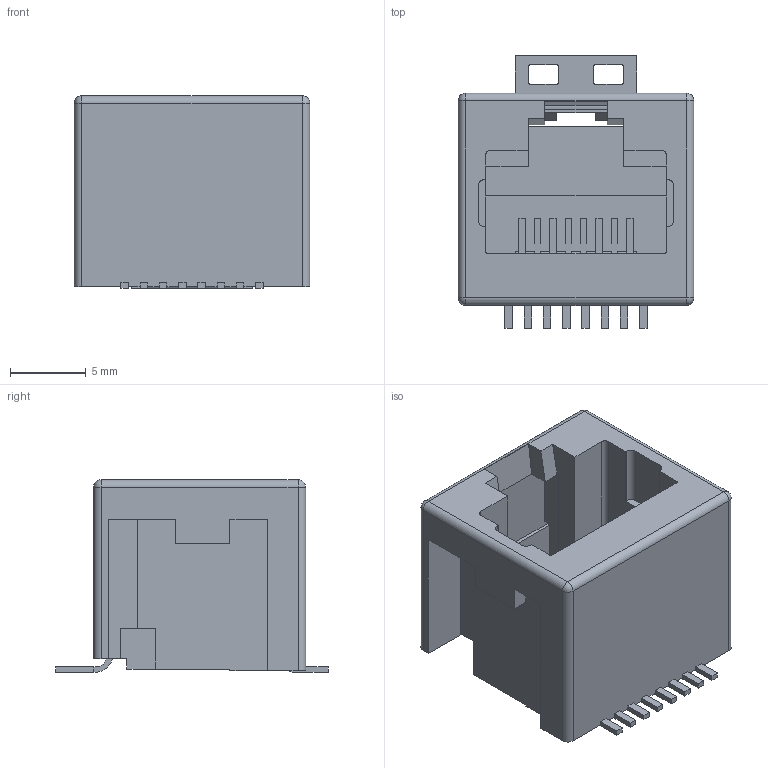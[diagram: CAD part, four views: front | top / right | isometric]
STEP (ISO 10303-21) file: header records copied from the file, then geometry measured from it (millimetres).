
FILE_DESCRIPTION (( 'STEP AP214' ), '1' );
FILE_NAME ('TJ-8P8C_SMD_vret-1-338088-x.STEP', '2020-07-28T11:04:39', ( 'Elessar' ), ( '' ), 'SwSTEP 2.0', 'SolidWorks 2018', '' );
FILE_SCHEMA (( 'AUTOMOTIVE_DESIGN' ));
Length unit declared in the file: millimetre
Products named in the file (1): TJ-8P8C_SMD_vret-1-338088-x
Bounding box: 15.55 x 18 x 12.7 mm (x, y, z)
Volume: 1328 mm3; surface area: 2019.9 mm2
Topology: 1 solids, 1 shells, 246 faces, 721 edges, 472 vertices
Faces by surface type: plane 200, cylinder 42, sphere 4
Entity records: 10809 total; most frequent: CARTESIAN_POINT 1436, ORIENTED_EDGE 1434, DIRECTION 1295, EDGE_CURVE 717, VECTOR 633, LINE 633, VERTEX_POINT 472, AXIS2_PLACEMENT_3D 331
